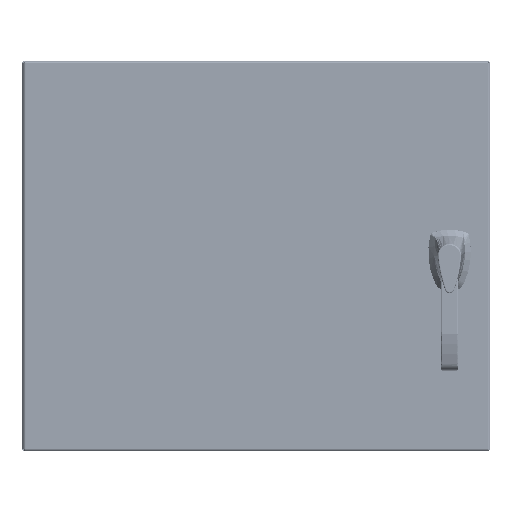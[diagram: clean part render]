
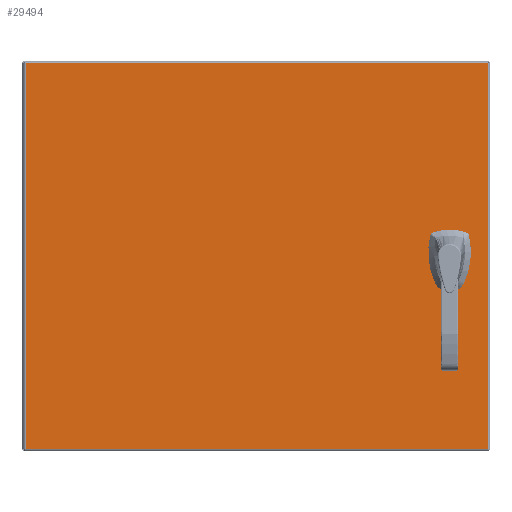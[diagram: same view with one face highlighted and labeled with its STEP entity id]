
A CAD part, front view. The second image highlights one B-rep face of the part: STEP entity #29494.
In plain terms, the highlighted planar face has unit normal (0, -1, 0).
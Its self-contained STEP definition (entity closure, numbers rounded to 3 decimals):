
#195 = DIRECTION ( 'NONE',  ( 0., 0., -1. ) ) ;
#973 = ORIENTED_EDGE ( 'NONE', *, *, #146389, .T. ) ;
#1120 = AXIS2_PLACEMENT_3D ( 'NONE', #34017, #90943, #135152 ) ;
#2738 = EDGE_CURVE ( 'NONE', #127506, #123901, #143729, .T. ) ;
#3465 = LINE ( 'NONE', #58920, #20903 ) ;
#3780 = DIRECTION ( 'NONE',  ( 1., 0., 0. ) ) ;
#4780 = CARTESIAN_POINT ( 'NONE',  ( 9.531, -25.02, -9.876 ) ) ;
#5332 = AXIS2_PLACEMENT_3D ( 'NONE', #137362, #32582, #20608 ) ;
#5661 = ORIENTED_EDGE ( 'NONE', *, *, #2738, .T. ) ;
#6293 = VECTOR ( 'NONE', #145100, 39.37 ) ;
#6637 = ORIENTED_EDGE ( 'NONE', *, *, #87503, .T. ) ;
#8614 = VECTOR ( 'NONE', #25006, 39.37 ) ;
#15718 = FACE_OUTER_BOUND ( 'NONE', #80588, .T. ) ;
#18169 = VECTOR ( 'NONE', #81517, 39.37 ) ;
#18731 = CARTESIAN_POINT ( 'NONE',  ( -11.816, -25.02, 9.877 ) ) ;
#19051 = CARTESIAN_POINT ( 'NONE',  ( 10.125, -25.02, 0.396 ) ) ;
#20384 = DIRECTION ( 'NONE',  ( 0., 0., -1. ) ) ;
#20608 = DIRECTION ( 'NONE',  ( 0., 0., -1. ) ) ;
#20903 = VECTOR ( 'NONE', #24476, 39.37 ) ;
#22852 = VERTEX_POINT ( 'NONE', #117840 ) ;
#24476 = DIRECTION ( 'NONE',  ( 0., 0., -1. ) ) ;
#25006 = DIRECTION ( 'NONE',  ( 0., 0., 1. ) ) ;
#26730 = VECTOR ( 'NONE', #3780, 39.37 ) ;
#27710 = DIRECTION ( 'NONE',  ( 0., -1., 0. ) ) ;
#28133 = EDGE_CURVE ( 'NONE', #123901, #39552, #60036, .T. ) ;
#28706 = ORIENTED_EDGE ( 'NONE', *, *, #82315, .T. ) ;
#29001 = VECTOR ( 'NONE', #50396, 39.37 ) ;
#29494 = ADVANCED_FACE ( 'NONE', ( #84632, #15718, #61390 ), #39646, .T. ) ;
#29714 = VERTEX_POINT ( 'NONE', #69521 ) ;
#32582 = DIRECTION ( 'NONE',  ( 0., 1., 0. ) ) ;
#33072 = DIRECTION ( 'NONE',  ( 0., 0., -1. ) ) ;
#33290 = VERTEX_POINT ( 'NONE', #51715 ) ;
#34017 = CARTESIAN_POINT ( 'NONE',  ( 9.927, -25.02, 0.001 ) ) ;
#36294 = VERTEX_POINT ( 'NONE', #93147 ) ;
#37324 = ORIENTED_EDGE ( 'NONE', *, *, #72082, .T. ) ;
#39552 = VERTEX_POINT ( 'NONE', #83398 ) ;
#39607 = EDGE_CURVE ( 'NONE', #52569, #29714, #51459, .T. ) ;
#39646 = PLANE ( 'NONE',  #110635 ) ;
#40542 = CARTESIAN_POINT ( 'NONE',  ( 9.531, -25.02, 0.199 ) ) ;
#41078 = EDGE_CURVE ( 'NONE', #53356, #22852, #52289, .T. ) ;
#42667 = DIRECTION ( 'NONE',  ( -1., 0., 0. ) ) ;
#42819 = CARTESIAN_POINT ( 'NONE',  ( 9.927, -25.02, 0.001 ) ) ;
#47187 = ORIENTED_EDGE ( 'NONE', *, *, #101712, .T. ) ;
#48786 = CARTESIAN_POINT ( 'NONE',  ( -11.816, -25.02, -9.876 ) ) ;
#50396 = DIRECTION ( 'NONE',  ( 0., 0., 1. ) ) ;
#51459 = CIRCLE ( 'NONE', #144761, 0.443 ) ;
#51635 = LINE ( 'NONE', #62136, #26730 ) ;
#51715 = CARTESIAN_POINT ( 'NONE',  ( 9.531, -25.02, -0.198 ) ) ;
#52289 = LINE ( 'NONE', #120462, #6293 ) ;
#52569 = VERTEX_POINT ( 'NONE', #40542 ) ;
#53160 = EDGE_CURVE ( 'NONE', #29714, #97412, #137657, .T. ) ;
#53356 = VERTEX_POINT ( 'NONE', #130081 ) ;
#58270 = CARTESIAN_POINT ( 'NONE',  ( -11.816, -25.02, 0.396 ) ) ;
#58920 = CARTESIAN_POINT ( 'NONE',  ( 10.322, -25.02, -9.876 ) ) ;
#60036 = LINE ( 'NONE', #48786, #103192 ) ;
#61390 = FACE_BOUND ( 'NONE', #140492, .T. ) ;
#62136 = CARTESIAN_POINT ( 'NONE',  ( -11.816, -25.02, -9.876 ) ) ;
#63506 = EDGE_CURVE ( 'NONE', #93704, #83516, #3465, .T. ) ;
#63886 = ORIENTED_EDGE ( 'NONE', *, *, #41078, .T. ) ;
#67030 = EDGE_LOOP ( 'NONE', ( #63886, #37324, #973, #74324, #121182, #47187, #122763, #28706 ) ) ;
#67626 = AXIS2_PLACEMENT_3D ( 'NONE', #122182, #100474, #33072 ) ;
#69479 = CARTESIAN_POINT ( 'NONE',  ( -11.816, -25.02, 9.877 ) ) ;
#69521 = CARTESIAN_POINT ( 'NONE',  ( 9.729, -25.02, 0.396 ) ) ;
#72082 = EDGE_CURVE ( 'NONE', #22852, #33290, #91194, .T. ) ;
#74324 = ORIENTED_EDGE ( 'NONE', *, *, #39607, .T. ) ;
#77112 = VECTOR ( 'NONE', #42667, 39.37 ) ;
#77657 = ORIENTED_EDGE ( 'NONE', *, *, #28133, .T. ) ;
#80588 = EDGE_LOOP ( 'NONE', ( #96826, #5661, #77657, #129846 ) ) ;
#81517 = DIRECTION ( 'NONE',  ( 1., 0., 0. ) ) ;
#82315 = EDGE_CURVE ( 'NONE', #83516, #53356, #108194, .T. ) ;
#82684 = EDGE_CURVE ( 'NONE', #39552, #36294, #51635, .T. ) ;
#83398 = CARTESIAN_POINT ( 'NONE',  ( -11.816, -25.02, -9.876 ) ) ;
#83446 = EDGE_CURVE ( 'NONE', #36294, #127506, #143690, .T. ) ;
#83516 = VERTEX_POINT ( 'NONE', #111536 ) ;
#84632 = FACE_BOUND ( 'NONE', #67030, .T. ) ;
#85381 = CARTESIAN_POINT ( 'NONE',  ( -11.816, -25.02, -9.876 ) ) ;
#85415 = CARTESIAN_POINT ( 'NONE',  ( 10.322, -25.02, 0.199 ) ) ;
#86138 = CARTESIAN_POINT ( 'NONE',  ( 11.891, -25.02, -9.876 ) ) ;
#87503 = EDGE_CURVE ( 'NONE', #99853, #99853, #134455, .T. ) ;
#90943 = DIRECTION ( 'NONE',  ( 0., 1., 0. ) ) ;
#91194 = CIRCLE ( 'NONE', #124641, 0.443 ) ;
#93147 = CARTESIAN_POINT ( 'NONE',  ( 11.891, -25.02, -9.876 ) ) ;
#93704 = VERTEX_POINT ( 'NONE', #85415 ) ;
#96826 = ORIENTED_EDGE ( 'NONE', *, *, #83446, .T. ) ;
#97412 = VERTEX_POINT ( 'NONE', #19051 ) ;
#99853 = VERTEX_POINT ( 'NONE', #135035 ) ;
#100474 = DIRECTION ( 'NONE',  ( 0., 1., 0. ) ) ;
#101712 = EDGE_CURVE ( 'NONE', #97412, #93704, #113554, .T. ) ;
#103192 = VECTOR ( 'NONE', #195, 39.37 ) ;
#107166 = DIRECTION ( 'NONE',  ( 0., 1., 0. ) ) ;
#108194 = CIRCLE ( 'NONE', #67626, 0.443 ) ;
#110635 = AXIS2_PLACEMENT_3D ( 'NONE', #85381, #27710, #119019 ) ;
#111536 = CARTESIAN_POINT ( 'NONE',  ( 10.322, -25.02, -0.198 ) ) ;
#113554 = CIRCLE ( 'NONE', #1120, 0.443 ) ;
#117507 = CARTESIAN_POINT ( 'NONE',  ( 11.891, -25.02, 9.877 ) ) ;
#117840 = CARTESIAN_POINT ( 'NONE',  ( 9.729, -25.02, -0.395 ) ) ;
#118402 = CARTESIAN_POINT ( 'NONE',  ( 9.927, -25.02, 0.001 ) ) ;
#119019 = DIRECTION ( 'NONE',  ( 0., 0., -1. ) ) ;
#119140 = DIRECTION ( 'NONE',  ( 0., 0., -1. ) ) ;
#120462 = CARTESIAN_POINT ( 'NONE',  ( -11.816, -25.02, -0.395 ) ) ;
#120833 = LINE ( 'NONE', #4780, #29001 ) ;
#121182 = ORIENTED_EDGE ( 'NONE', *, *, #53160, .T. ) ;
#122182 = CARTESIAN_POINT ( 'NONE',  ( 9.927, -25.02, 0.001 ) ) ;
#122763 = ORIENTED_EDGE ( 'NONE', *, *, #63506, .T. ) ;
#123901 = VERTEX_POINT ( 'NONE', #69479 ) ;
#124641 = AXIS2_PLACEMENT_3D ( 'NONE', #118402, #107166, #119140 ) ;
#127506 = VERTEX_POINT ( 'NONE', #117507 ) ;
#129846 = ORIENTED_EDGE ( 'NONE', *, *, #82684, .T. ) ;
#130081 = CARTESIAN_POINT ( 'NONE',  ( 10.125, -25.02, -0.395 ) ) ;
#134455 = CIRCLE ( 'NONE', #5332, 0.167 ) ;
#135035 = CARTESIAN_POINT ( 'NONE',  ( 9.927, -25.02, -1.504 ) ) ;
#135152 = DIRECTION ( 'NONE',  ( 0., 0., -1. ) ) ;
#137362 = CARTESIAN_POINT ( 'NONE',  ( 9.927, -25.02, -1.337 ) ) ;
#137657 = LINE ( 'NONE', #58270, #18169 ) ;
#140492 = EDGE_LOOP ( 'NONE', ( #6637 ) ) ;
#143690 = LINE ( 'NONE', #86138, #8614 ) ;
#143729 = LINE ( 'NONE', #18731, #77112 ) ;
#144761 = AXIS2_PLACEMENT_3D ( 'NONE', #42819, #146860, #20384 ) ;
#145100 = DIRECTION ( 'NONE',  ( -1., 0., 0. ) ) ;
#146389 = EDGE_CURVE ( 'NONE', #33290, #52569, #120833, .T. ) ;
#146860 = DIRECTION ( 'NONE',  ( 0., 1., 0. ) ) ;
